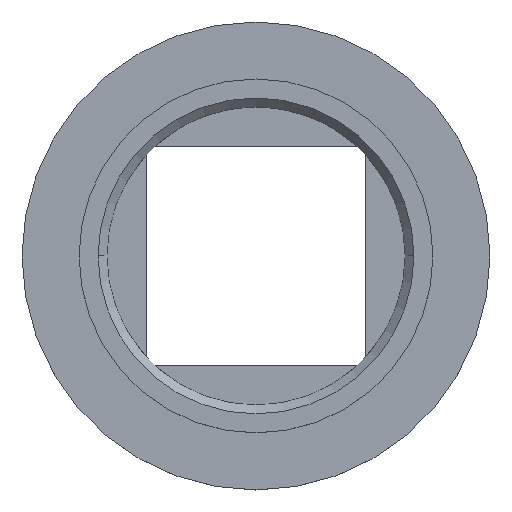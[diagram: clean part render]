
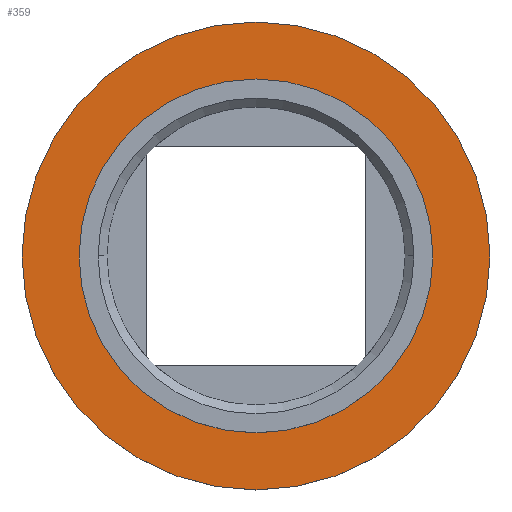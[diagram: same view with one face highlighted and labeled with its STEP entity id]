
A CAD part, top view. The second image highlights one B-rep face of the part: STEP entity #359.
In plain terms, the highlighted planar face has unit normal (0, 0, 1).
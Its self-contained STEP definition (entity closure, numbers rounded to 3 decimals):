
#54 = ORIENTED_EDGE ( 'NONE', *, *, #123, .T. ) ;
#72 = EDGE_LOOP ( 'NONE', ( #54, #352 ) ) ;
#97 = ORIENTED_EDGE ( 'NONE', *, *, #676, .F. ) ;
#108 = AXIS2_PLACEMENT_3D ( 'NONE', #457, #504, #559 ) ;
#117 = CIRCLE ( 'NONE', #108, 6.05 ) ;
#123 = EDGE_CURVE ( 'NONE', #455, #377, #572, .T. ) ;
#130 = CARTESIAN_POINT ( 'NONE',  ( 0., 0., 0.65 ) ) ;
#135 = FACE_OUTER_BOUND ( 'NONE', #72, .T. ) ;
#139 = FACE_BOUND ( 'NONE', #317, .T. ) ;
#147 = DIRECTION ( 'NONE',  ( 0., 0., 1. ) ) ;
#175 = PLANE ( 'NONE',  #625 ) ;
#189 = CARTESIAN_POINT ( 'NONE',  ( 0., 0., 0.65 ) ) ;
#217 = AXIS2_PLACEMENT_3D ( 'NONE', #663, #147, #556 ) ;
#266 = VERTEX_POINT ( 'NONE', #580 ) ;
#317 = EDGE_LOOP ( 'NONE', ( #347, #97 ) ) ;
#322 = CIRCLE ( 'NONE', #549, 6.05 ) ;
#332 = CARTESIAN_POINT ( 'NONE',  ( 8., 0., 0.65 ) ) ;
#337 = DIRECTION ( 'NONE',  ( 0., 0., 1. ) ) ;
#347 = ORIENTED_EDGE ( 'NONE', *, *, #527, .F. ) ;
#352 = ORIENTED_EDGE ( 'NONE', *, *, #382, .T. ) ;
#359 = ADVANCED_FACE ( 'NONE', ( #139, #135 ), #175, .T. ) ;
#377 = VERTEX_POINT ( 'NONE', #332 ) ;
#382 = EDGE_CURVE ( 'NONE', #377, #455, #417, .T. ) ;
#385 = DIRECTION ( 'NONE',  ( 1., 0., 0. ) ) ;
#417 = CIRCLE ( 'NONE', #501, 8. ) ;
#455 = VERTEX_POINT ( 'NONE', #540 ) ;
#457 = CARTESIAN_POINT ( 'NONE',  ( 0., 0., 0.65 ) ) ;
#484 = VERTEX_POINT ( 'NONE', #621 ) ;
#493 = DIRECTION ( 'NONE',  ( 0., 0., 1. ) ) ;
#501 = AXIS2_PLACEMENT_3D ( 'NONE', #130, #493, #541 ) ;
#504 = DIRECTION ( 'NONE',  ( 0., 0., 1. ) ) ;
#527 = EDGE_CURVE ( 'NONE', #484, #266, #117, .T. ) ;
#540 = CARTESIAN_POINT ( 'NONE',  ( -8., 0., 0.65 ) ) ;
#541 = DIRECTION ( 'NONE',  ( 1., 0., 0. ) ) ;
#549 = AXIS2_PLACEMENT_3D ( 'NONE', #671, #568, #557 ) ;
#556 = DIRECTION ( 'NONE',  ( 1., 0., 0. ) ) ;
#557 = DIRECTION ( 'NONE',  ( 1., 0., 0. ) ) ;
#559 = DIRECTION ( 'NONE',  ( 1., 0., 0. ) ) ;
#568 = DIRECTION ( 'NONE',  ( 0., 0., 1. ) ) ;
#572 = CIRCLE ( 'NONE', #217, 8. ) ;
#580 = CARTESIAN_POINT ( 'NONE',  ( 6.05, 0., 0.65 ) ) ;
#621 = CARTESIAN_POINT ( 'NONE',  ( -6.05, 0., 0.65 ) ) ;
#625 = AXIS2_PLACEMENT_3D ( 'NONE', #189, #337, #385 ) ;
#663 = CARTESIAN_POINT ( 'NONE',  ( 0., 0., 0.65 ) ) ;
#671 = CARTESIAN_POINT ( 'NONE',  ( 0., 0., 0.65 ) ) ;
#676 = EDGE_CURVE ( 'NONE', #266, #484, #322, .T. ) ;
